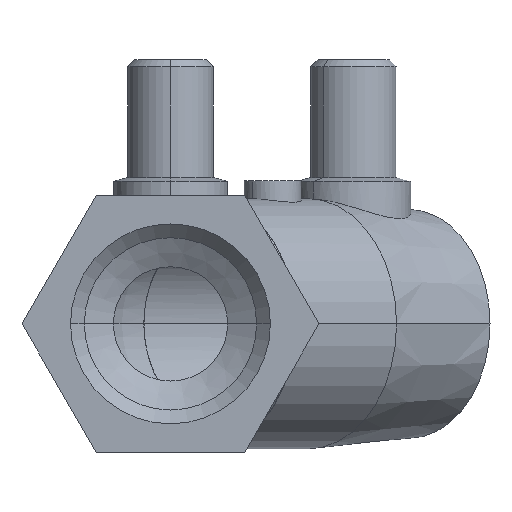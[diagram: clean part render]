
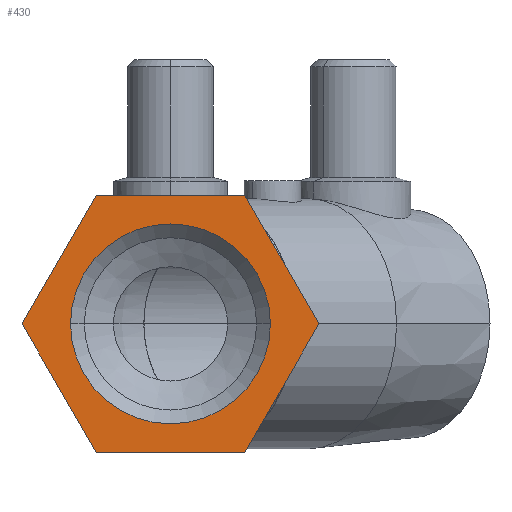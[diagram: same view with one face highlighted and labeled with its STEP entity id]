
A CAD part, left-side view. The second image highlights one B-rep face of the part: STEP entity #430.
In plain terms, the highlighted planar face has unit normal (-1, 0, 0).
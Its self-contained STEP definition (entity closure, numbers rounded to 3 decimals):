
#424 = EDGE_CURVE( '', #536, #630, #1177, .T. );
#430 = ADVANCED_FACE( '', ( #1184, #1185 ), #1186, .T. );
#466 = VERTEX_POINT( '', #1227 );
#536 = VERTEX_POINT( '', #1304 );
#600 = EDGE_CURVE( '', #652, #536, #1375, .T. );
#630 = VERTEX_POINT( '', #1407 );
#652 = VERTEX_POINT( '', #1429 );
#668 = EDGE_CURVE( '', #630, #762, #1450, .T. );
#680 = EDGE_CURVE( '', #466, #1006, #1462, .T. );
#762 = VERTEX_POINT( '', #1556 );
#768 = EDGE_CURVE( '', #902, #652, #1563, .T. );
#822 = VERTEX_POINT( '', #1622 );
#902 = VERTEX_POINT( '', #1712 );
#904 = EDGE_CURVE( '', #822, #902, #1714, .T. );
#1000 = EDGE_CURVE( '', #762, #822, #1822, .T. );
#1006 = VERTEX_POINT( '', #1829 );
#1052 = EDGE_CURVE( '', #1006, #466, #1882, .T. );
#1177 = LINE( '', #2041, #2042 );
#1184 = FACE_BOUND( '', #2049, .T. );
#1185 = FACE_OUTER_BOUND( '', #2050, .T. );
#1186 = PLANE( '', #2051 );
#1227 = CARTESIAN_POINT( '', ( -92.374, -8.864, 0. ) );
#1304 = CARTESIAN_POINT( '', ( -92.374, -5.267, 18. ) );
#1375 = LINE( '', #2422, #2423 );
#1407 = CARTESIAN_POINT( '', ( -92.374, 15.518, 18. ) );
#1429 = CARTESIAN_POINT( '', ( -92.374, -15.659, 0. ) );
#1450 = LINE( '', #2532, #2533 );
#1462 = CIRCLE( '', #2550, 13.99 );
#1556 = CARTESIAN_POINT( '', ( -92.374, 25.91, 0. ) );
#1563 = LINE( '', #2720, #2721 );
#1622 = CARTESIAN_POINT( '', ( -92.374, 15.518, -18. ) );
#1712 = CARTESIAN_POINT( '', ( -92.374, -5.267, -18. ) );
#1714 = LINE( '', #3055, #3056 );
#1822 = LINE( '', #3208, #3209 );
#1829 = CARTESIAN_POINT( '', ( -92.374, 19.115, 0. ) );
#1882 = CIRCLE( '', #3387, 13.99 );
#2041 = CARTESIAN_POINT( '', ( -92.374, 17.072, 18. ) );
#2042 = VECTOR( '', #3581, 1. );
#2049 = EDGE_LOOP( '', ( #3591, #3592 ) );
#2050 = EDGE_LOOP( '', ( #3593, #3594, #3595, #3596, #3597, #3598 ) );
#2051 = AXIS2_PLACEMENT_3D( '', #3599, #3600, #3601 );
#2422 = CARTESIAN_POINT( '', ( -92.374, -6.177, 16.423 ) );
#2423 = VECTOR( '', #3814, 1. );
#2532 = CARTESIAN_POINT( '', ( -92.374, 25., 1.577 ) );
#2533 = VECTOR( '', #3875, 1. );
#2550 = AXIS2_PLACEMENT_3D( '', #3883, #3884, #3885 );
#2720 = CARTESIAN_POINT( '', ( -92.374, -11.373, -7.423 ) );
#2721 = VECTOR( '', #4015, 1. );
#3055 = CARTESIAN_POINT( '', ( -92.374, 6.679, -18. ) );
#3056 = VECTOR( '', #4187, 1. );
#3208 = CARTESIAN_POINT( '', ( -92.374, 19.804, -10.577 ) );
#3209 = VECTOR( '', #4321, 1. );
#3387 = AXIS2_PLACEMENT_3D( '', #4394, #4395, #4396 );
#3581 = DIRECTION( '', ( 0., 1., 0. ) );
#3591 = ORIENTED_EDGE( '', *, *, #1052, .T. );
#3592 = ORIENTED_EDGE( '', *, *, #680, .T. );
#3593 = ORIENTED_EDGE( '', *, *, #424, .T. );
#3594 = ORIENTED_EDGE( '', *, *, #668, .T. );
#3595 = ORIENTED_EDGE( '', *, *, #1000, .T. );
#3596 = ORIENTED_EDGE( '', *, *, #904, .T. );
#3597 = ORIENTED_EDGE( '', *, *, #768, .T. );
#3598 = ORIENTED_EDGE( '', *, *, #600, .T. );
#3599 = CARTESIAN_POINT( '', ( -92.374, 18.626, 0. ) );
#3600 = DIRECTION( '', ( -1., 0., 0. ) );
#3601 = DIRECTION( '', ( 0., 1., 0. ) );
#3814 = DIRECTION( '', ( 0., 0.5, 0.866 ) );
#3875 = DIRECTION( '', ( 0., 0.5, -0.866 ) );
#3883 = CARTESIAN_POINT( '', ( -92.374, 5.126, 0. ) );
#3884 = DIRECTION( '', ( 1., 0., 0. ) );
#3885 = DIRECTION( '', ( 0., 1., 0. ) );
#4015 = DIRECTION( '', ( 0., -0.5, 0.866 ) );
#4187 = DIRECTION( '', ( 0., -1., 0. ) );
#4321 = DIRECTION( '', ( 0., -0.5, -0.866 ) );
#4394 = CARTESIAN_POINT( '', ( -92.374, 5.126, 0. ) );
#4395 = DIRECTION( '', ( 1., 0., 0. ) );
#4396 = DIRECTION( '', ( 0., 1., 0. ) );
